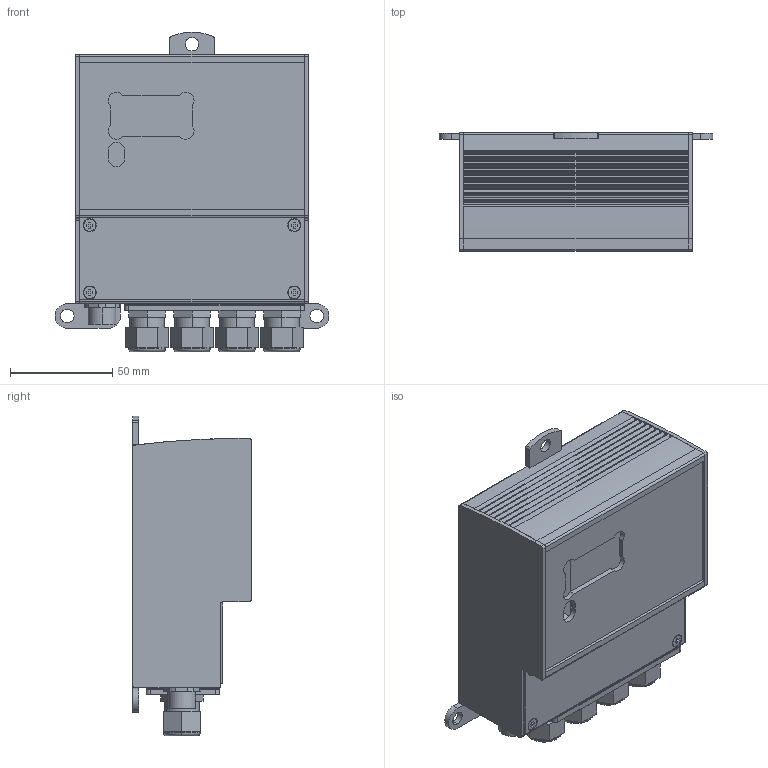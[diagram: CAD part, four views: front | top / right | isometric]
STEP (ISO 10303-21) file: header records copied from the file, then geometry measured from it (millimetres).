
FILE_DESCRIPTION((''),'2;1');
FILE_NAME('071114.1.stp','2011-05-26T15:46:37',(''),(''),'Mechanical Desktop 2009','Mechanical Desktop 2009',', , ');
FILE_SCHEMA(('CONFIG_CONTROL_DESIGN'));
Length unit declared in the file: millimetre
Products named in the file (40): E0711141; E0711142A; E0711142; E0708103A; E0708103; E0708203A; E0708203; E0711146; E0711146A; SENKSCHRAUBE_FORM H_M3X6A; SENKSCHRAUBE_FORM H_M3X6; E0705108; TEIL1A; 1; 432028926; TEIL2; E0708204; E0708204A; E0708205; E0708205A; E0708206A; E0708206; KABELVERSCHRAUBUNG_M16X1.5; TEIL1; TEIL3; TEIL2A; Kabelverschraubung_M16x1.5|AVE_RENDER; Kabelverschraubung_M16x1.5|AVE_GLOBAL; Kabelverschraubung_M16x1.5|RM_SDB; ETHERNETSTECKVERBINDER_M12; ETHERNETSTECKVERBINDER_M12A; E0708207; E0708207A; E0711143A; E0711143; E0711147A; E0711147; I-6KT_GEWINDESTIFT_M3X6; I-6KT_GEWINDESTIFT_M3X6A; RM_SDB
Assembly tree (65 placements, depth 3):
  E0711141
    E0711142A
      E0711142
    E0708103A  x2
      E0708103
    E0708203A
      E0708203
    E0711146
      E0711146A
    SENKSCHRAUBE_FORM H_M3X6A  x11
      SENKSCHRAUBE_FORM H_M3X6
    E0705108
      TEIL1A
      1
      432028926
      TEIL2  x2
    E0708204
      E0708204A
    E0708205
      E0708205A
    E0708206A
      E0708206
    KABELVERSCHRAUBUNG_M16X1.5  x4
      TEIL1
      TEIL3
      TEIL2A
      Kabelverschraubung_M16x1.5|AVE_RENDER
      Kabelverschraubung_M16x1.5|AVE_GLOBAL
      Kabelverschraubung_M16x1.5|RM_SDB
    ETHERNETSTECKVERBINDER_M12
      ETHERNETSTECKVERBINDER_M12A
    E0708207
      E0708207A
    E0711143A
      E0711143
    E0711147A
      E0711147
    I-6KT_GEWINDESTIFT_M3X6
      I-6KT_GEWINDESTIFT_M3X6A
    RM_SDB  x3
Bounding box: 134 x 58 x 156.41 mm (x, y, z)
Volume: 222523 mm3; surface area: 190990.2 mm2
Topology: 41 solids, 41 shells, 1881 faces, 4876 edges, 3183 vertices
Faces by surface type: plane 1301, cylinder 408, cone 124, bspline 32, torus 16
Entity records: 46005 total; most frequent: CARTESIAN_POINT 8714, ORIENTED_EDGE 7628, DIRECTION 7345, EDGE_CURVE 3814, VECTOR 3173, LINE 3173, VERTEX_POINT 2482, AXIS2_PLACEMENT_3D 2086
